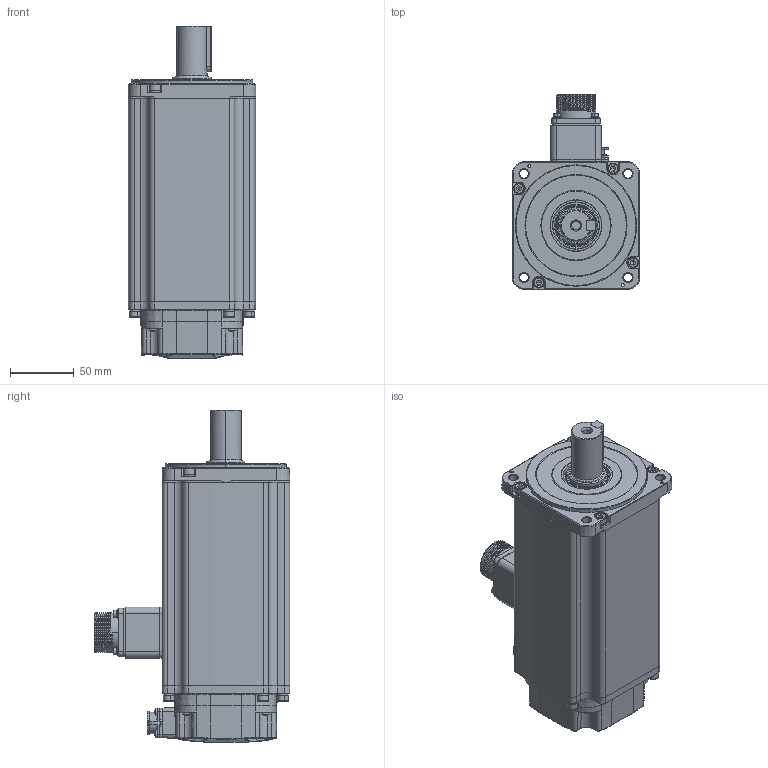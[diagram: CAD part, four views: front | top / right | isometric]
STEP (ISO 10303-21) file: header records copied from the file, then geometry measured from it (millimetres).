
FILE_DESCRIPTION (( 'STEP AP203' ), '1' );
FILE_NAME ('EM3A-20-LB（带抱闸）.STEP', '2021-05-14T02:47:40', ( '' ), ( '' ), 'SwSTEP 2.0', 'SolidWorks 2018', '' );
FILE_SCHEMA (( 'CONFIG_CONTROL_DESIGN' ));
Length unit declared in the file: millimetre
Products named in the file (1): EM3A-20-LB（带抱闸）
Bounding box: 100 x 153.05 x 260 mm (x, y, z)
Surface area: 127678.4 mm2 (no closed solid volume)
Topology: 0 solids, 66 shells, 910 faces, 3066 edges, 2176 vertices
Faces by surface type: plane 331, cylinder 258, cone 127, bspline 93, torus 79, sphere 22
Entity records: 37767 total; most frequent: CARTESIAN_POINT 11994, DIRECTION 5386, ORIENTED_EDGE 4867, EDGE_CURVE 3050, VERTEX_POINT 2176, AXIS2_PLACEMENT_3D 2055, VECTOR 1276, LINE 1276
